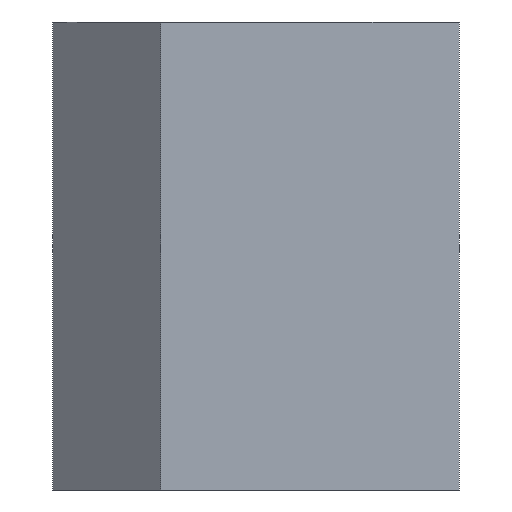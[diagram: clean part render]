
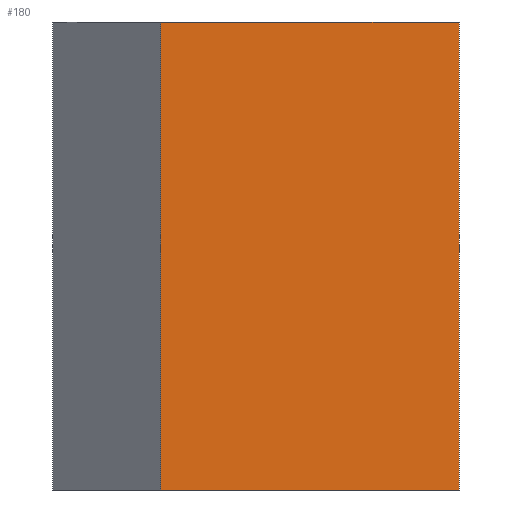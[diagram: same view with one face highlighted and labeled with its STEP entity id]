
A CAD part, left-side view. The second image highlights one B-rep face of the part: STEP entity #180.
In plain terms, the highlighted planar face has unit normal (-1, -0.019, 0).
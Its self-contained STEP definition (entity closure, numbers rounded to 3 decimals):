
#26=FACE_OUTER_BOUND('',#36,.T.);
#36=EDGE_LOOP('',(#155,#156,#157,#158));
#50=LINE('',#295,#66);
#53=LINE('',#301,#69);
#54=LINE('',#304,#70);
#61=LINE('',#325,#77);
#66=VECTOR('',#239,10.);
#69=VECTOR('',#244,10.);
#70=VECTOR('',#247,10.);
#77=VECTOR('',#272,10.);
#79=VERTEX_POINT('',#280);
#86=VERTEX_POINT('',#293);
#88=VERTEX_POINT('',#298);
#89=VERTEX_POINT('',#303);
#102=EDGE_CURVE('',#86,#79,#50,.T.);
#105=EDGE_CURVE('',#88,#79,#53,.T.);
#106=EDGE_CURVE('',#88,#89,#54,.T.);
#117=EDGE_CURVE('',#89,#86,#61,.T.);
#155=ORIENTED_EDGE('',*,*,#105,.T.);
#156=ORIENTED_EDGE('',*,*,#102,.F.);
#157=ORIENTED_EDGE('',*,*,#117,.F.);
#158=ORIENTED_EDGE('',*,*,#106,.F.);
#172=PLANE('',#221);
#180=ADVANCED_FACE('',(#26),#172,.F.);
#221=AXIS2_PLACEMENT_3D('',#324,#270,#271);
#239=DIRECTION('',(-0.019,1.,0.));
#244=DIRECTION('',(0.,0.,-1.));
#247=DIRECTION('',(0.019,-1.,0.));
#270=DIRECTION('center_axis',(1.,0.019,0.));
#271=DIRECTION('ref_axis',(0.019,-1.,0.));
#272=DIRECTION('',(0.,0.,-1.));
#280=CARTESIAN_POINT('',(27.586,-80.427,-10.));
#293=CARTESIAN_POINT('',(27.829,-93.18,-10.));
#295=CARTESIAN_POINT('',(27.829,-93.18,-10.));
#298=CARTESIAN_POINT('',(27.586,-80.427,10.));
#301=CARTESIAN_POINT('',(27.586,-80.427,10.));
#303=CARTESIAN_POINT('',(27.829,-93.18,10.));
#304=CARTESIAN_POINT('',(27.531,-77.542,10.));
#324=CARTESIAN_POINT('Origin',(27.43,-72.273,10.));
#325=CARTESIAN_POINT('',(27.829,-93.18,0.));
